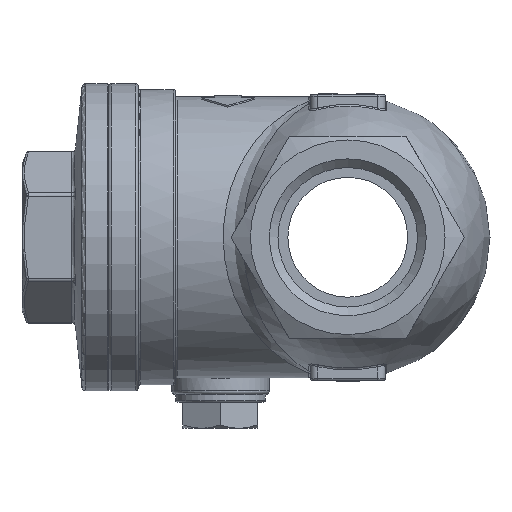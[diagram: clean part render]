
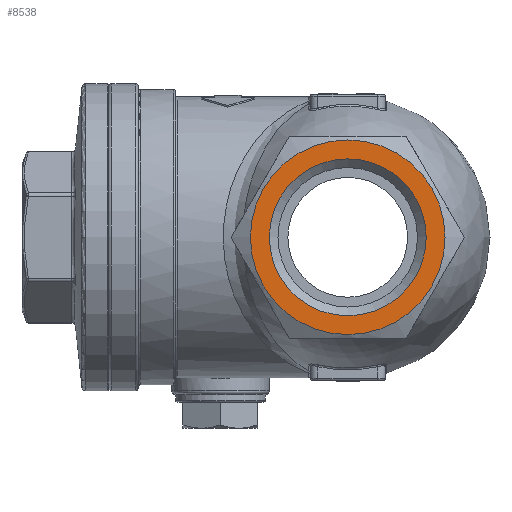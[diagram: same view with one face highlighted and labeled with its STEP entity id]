
A CAD part, left-side view. The second image highlights one B-rep face of the part: STEP entity #8538.
In plain terms, the highlighted planar face has unit normal (-1, 0, 0).
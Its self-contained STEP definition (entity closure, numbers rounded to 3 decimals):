
#3168 = ORIENTED_EDGE ( 'NONE', *, *, #3598, .T. ) ;
#3169 = ORIENTED_EDGE ( 'NONE', *, *, #4013, .F. ) ;
#3598 = EDGE_CURVE ( 'NONE', #28695, #28695, #15101, .T. ) ;
#3825 = EDGE_LOOP ( 'NONE', ( #3169 ) ) ;
#3826 = EDGE_LOOP ( 'NONE', ( #3168 ) ) ;
#4013 = EDGE_CURVE ( 'NONE', #28709, #28709, #18271, .T. ) ;
#8538 = ADVANCED_FACE ( 'NONE', ( #25022, #25024 ), #25025, .F. ) ;
#15100 = AXIS2_PLACEMENT_3D ( 'NONE', #17268, #17269, #17270 ) ;
#15101 = CIRCLE ( 'NONE', #15100, 13. ) ;
#17268 = CARTESIAN_POINT ( 'NONE',  ( -32.5, 0., 0. ) ) ;
#17269 = DIRECTION ( 'NONE',  ( -1., 0., 0. ) ) ;
#17270 = DIRECTION ( 'NONE',  ( 0., 0., 1. ) ) ;
#17595 = CARTESIAN_POINT ( 'NONE',  ( -32.5, 0., 0. ) ) ;
#17597 = DIRECTION ( 'NONE',  ( -1., 0., 0. ) ) ;
#17599 = DIRECTION ( 'NONE',  ( 0., 0., 1. ) ) ;
#18267 = AXIS2_PLACEMENT_3D ( 'NONE', #17595, #17597, #17599 ) ;
#18271 = CIRCLE ( 'NONE', #18267, 10.477 ) ;
#23419 = AXIS2_PLACEMENT_3D ( 'NONE', #25034, #25035, #25036 ) ;
#25022 = FACE_OUTER_BOUND ( 'NONE', #3826, .T. ) ;
#25024 = FACE_BOUND ( 'NONE', #3825, .T. ) ;
#25025 = PLANE ( 'NONE',  #23419 ) ;
#25034 = CARTESIAN_POINT ( 'NONE',  ( -32.5, 0., -13. ) ) ;
#25035 = DIRECTION ( 'NONE',  ( 1., 0., 0. ) ) ;
#25036 = DIRECTION ( 'NONE',  ( 0., 0., 1. ) ) ;
#28695 = VERTEX_POINT ( 'NONE', #28698 ) ;
#28698 = CARTESIAN_POINT ( 'NONE',  ( -32.5, 0., 13. ) ) ;
#28709 = VERTEX_POINT ( 'NONE', #28712 ) ;
#28712 = CARTESIAN_POINT ( 'NONE',  ( -32.5, 0., 10.477 ) ) ;
